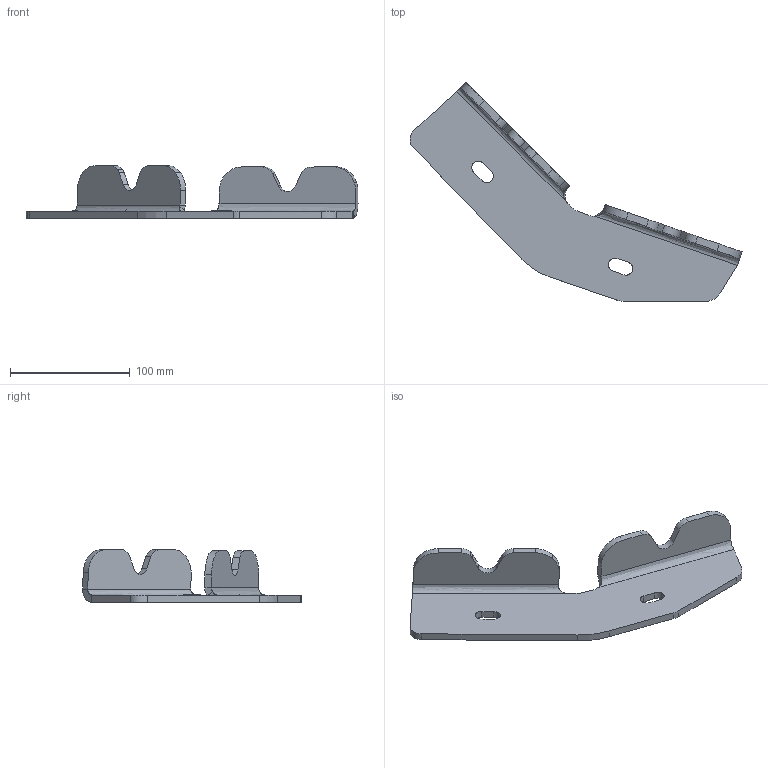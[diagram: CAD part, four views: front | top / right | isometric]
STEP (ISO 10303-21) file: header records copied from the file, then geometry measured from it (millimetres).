
FILE_DESCRIPTION (( 'STEP AP203' ), '1' );
FILE_NAME ('M5 - erpAynalama33360_Aynalamaçamurluk ayaðý köþebenti_6mm.IGS_Default_sldprt.STEP', '2023-01-17T08:15:57', ( '' ), ( '' ), 'SwSTEP 2.0', 'SolidWorks 2019', '' );
FILE_SCHEMA (( 'CONFIG_CONTROL_DESIGN' ));
Length unit declared in the file: millimetre
Products named in the file (1): M5 - erpAynalama33360_Aynalamaçamurluk ayaðý köþebenti_6mm.IGS_Default_sldprt
Bounding box: 277.5 x 182.73 x 43.79 mm (x, y, z)
Volume: 155347.2 mm3; surface area: 57605.9 mm2
Topology: 1 solids, 1 shells, 67 faces, 179 edges, 114 vertices
Faces by surface type: bspline 67
Entity records: 2638 total; most frequent: CARTESIAN_POINT 1505, ORIENTED_EDGE 358, EDGE_CURVE 179, B_SPLINE_CURVE_WITH_KNOTS 153, VERTEX_POINT 114, EDGE_LOOP 71, FACE_OUTER_BOUND 67, ADVANCED_FACE 67
